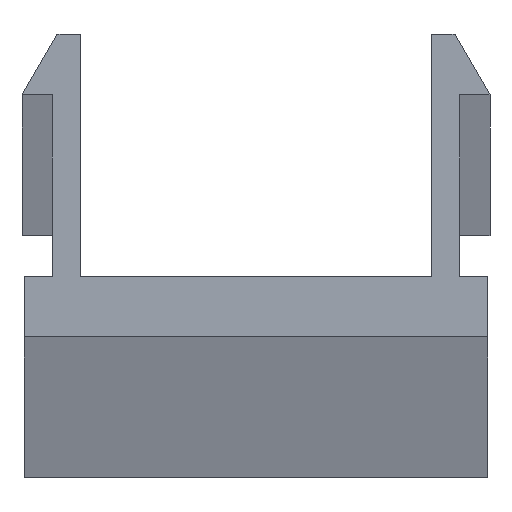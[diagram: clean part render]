
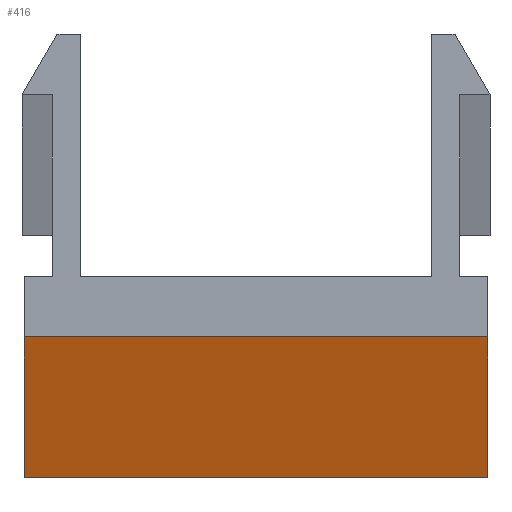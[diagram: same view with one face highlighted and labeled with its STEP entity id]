
A CAD part, top view. The second image highlights one B-rep face of the part: STEP entity #416.
In plain terms, the highlighted planar face has unit normal (0, -1, 0).
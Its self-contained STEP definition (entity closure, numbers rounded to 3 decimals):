
#5 = VERTEX_POINT ( 'NONE', #566 ) ;
#30 = EDGE_CURVE ( 'NONE', #245, #361, #336, .T. ) ;
#52 = DIRECTION ( 'NONE',  ( 0., 0., 1. ) ) ;
#82 = VECTOR ( 'NONE', #276, 1000. ) ;
#85 = DIRECTION ( 'NONE',  ( -1., 0., 0. ) ) ;
#111 = ORIENTED_EDGE ( 'NONE', *, *, #307, .T. ) ;
#123 = LINE ( 'NONE', #280, #355 ) ;
#132 = EDGE_LOOP ( 'NONE', ( #244, #568, #111, #208 ) ) ;
#143 = CARTESIAN_POINT ( 'NONE',  ( 5.8, 0., 2000. ) ) ;
#147 = CARTESIAN_POINT ( 'NONE',  ( 5.8, 0., 0. ) ) ;
#178 = DIRECTION ( 'NONE',  ( 0., -1., 0. ) ) ;
#186 = PLANE ( 'NONE',  #460 ) ;
#191 = DIRECTION ( 'NONE',  ( 0., 0., -1. ) ) ;
#208 = ORIENTED_EDGE ( 'NONE', *, *, #443, .T. ) ;
#244 = ORIENTED_EDGE ( 'NONE', *, *, #30, .T. ) ;
#245 = VERTEX_POINT ( 'NONE', #364 ) ;
#261 = VECTOR ( 'NONE', #52, 1000. ) ;
#262 = VERTEX_POINT ( 'NONE', #273 ) ;
#273 = CARTESIAN_POINT ( 'NONE',  ( 0.05, 0., 2000. ) ) ;
#276 = DIRECTION ( 'NONE',  ( 1., 0., 0. ) ) ;
#280 = CARTESIAN_POINT ( 'NONE',  ( 0.05, 0., 0. ) ) ;
#307 = EDGE_CURVE ( 'NONE', #5, #262, #523, .T. ) ;
#309 = VECTOR ( 'NONE', #85, 1000. ) ;
#321 = CARTESIAN_POINT ( 'NONE',  ( 5.8, 0., 0. ) ) ;
#326 = DIRECTION ( 'NONE',  ( 1., 0., 0. ) ) ;
#336 = LINE ( 'NONE', #147, #82 ) ;
#355 = VECTOR ( 'NONE', #191, 1000. ) ;
#361 = VERTEX_POINT ( 'NONE', #591 ) ;
#364 = CARTESIAN_POINT ( 'NONE',  ( 0.05, 0., 0. ) ) ;
#373 = CARTESIAN_POINT ( 'NONE',  ( 11.55, 0., 0. ) ) ;
#403 = LINE ( 'NONE', #373, #261 ) ;
#416 = ADVANCED_FACE ( 'NONE', ( #586 ), #186, .T. ) ;
#433 = EDGE_CURVE ( 'NONE', #361, #5, #403, .T. ) ;
#443 = EDGE_CURVE ( 'NONE', #262, #245, #123, .T. ) ;
#460 = AXIS2_PLACEMENT_3D ( 'NONE', #321, #178, #326 ) ;
#523 = LINE ( 'NONE', #143, #309 ) ;
#566 = CARTESIAN_POINT ( 'NONE',  ( 11.55, 0., 2000. ) ) ;
#568 = ORIENTED_EDGE ( 'NONE', *, *, #433, .T. ) ;
#586 = FACE_OUTER_BOUND ( 'NONE', #132, .T. ) ;
#591 = CARTESIAN_POINT ( 'NONE',  ( 11.55, 0., 0. ) ) ;
